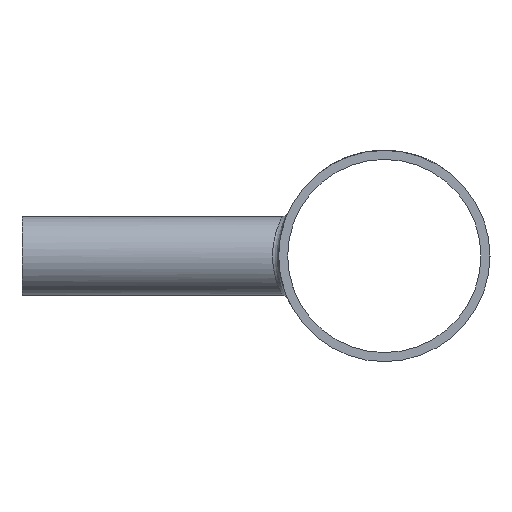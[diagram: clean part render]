
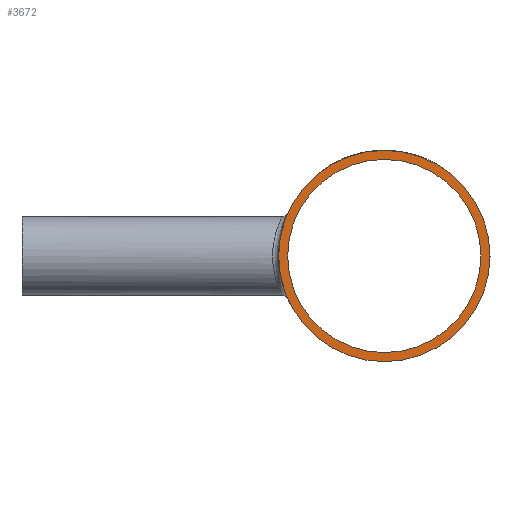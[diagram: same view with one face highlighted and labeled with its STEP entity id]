
A CAD part, left-side view. The second image highlights one B-rep face of the part: STEP entity #3672.
In plain terms, the highlighted planar face has unit normal (-1, 0, 0).
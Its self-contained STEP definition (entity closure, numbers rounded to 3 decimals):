
#1839 = DIRECTION ( 'NONE',  ( -1., 0., 0. ) ) ;
#2170 = CIRCLE ( 'NONE', #6888, 16. ) ;
#2952 = CARTESIAN_POINT ( 'NONE',  ( -60., 0., 0. ) ) ;
#3167 = VERTEX_POINT ( 'NONE', #17350 ) ;
#3322 = DIRECTION ( 'NONE',  ( 0., 0., 1. ) ) ;
#3672 = ADVANCED_FACE ( 'NONE', ( #15862, #17864 ), #4980, .T. ) ;
#4353 = EDGE_CURVE ( 'NONE', #17445, #17445, #4609, .T. ) ;
#4609 = CIRCLE ( 'NONE', #14590, 17.5 ) ;
#4980 = PLANE ( 'NONE',  #7945 ) ;
#5144 = DIRECTION ( 'NONE',  ( 0., 0., 1. ) ) ;
#5394 = ORIENTED_EDGE ( 'NONE', *, *, #4353, .T. ) ;
#6112 = CARTESIAN_POINT ( 'NONE',  ( -60., 0., 17.5 ) ) ;
#6351 = CARTESIAN_POINT ( 'NONE',  ( -60., 0., 0. ) ) ;
#6888 = AXIS2_PLACEMENT_3D ( 'NONE', #14919, #17757, #5144 ) ;
#6922 = EDGE_CURVE ( 'NONE', #3167, #3167, #2170, .T. ) ;
#7349 = EDGE_LOOP ( 'NONE', ( #14198 ) ) ;
#7945 = AXIS2_PLACEMENT_3D ( 'NONE', #6351, #12255, #13461 ) ;
#12255 = DIRECTION ( 'NONE',  ( -1., 0., 0. ) ) ;
#13461 = DIRECTION ( 'NONE',  ( 0., 0., 1. ) ) ;
#14198 = ORIENTED_EDGE ( 'NONE', *, *, #6922, .F. ) ;
#14590 = AXIS2_PLACEMENT_3D ( 'NONE', #2952, #1839, #3322 ) ;
#14919 = CARTESIAN_POINT ( 'NONE',  ( -60., 0., 0. ) ) ;
#15635 = EDGE_LOOP ( 'NONE', ( #5394 ) ) ;
#15862 = FACE_BOUND ( 'NONE', #7349, .T. ) ;
#17350 = CARTESIAN_POINT ( 'NONE',  ( -60., 0., 16. ) ) ;
#17445 = VERTEX_POINT ( 'NONE', #6112 ) ;
#17757 = DIRECTION ( 'NONE',  ( -1., 0., 0. ) ) ;
#17864 = FACE_OUTER_BOUND ( 'NONE', #15635, .T. ) ;
